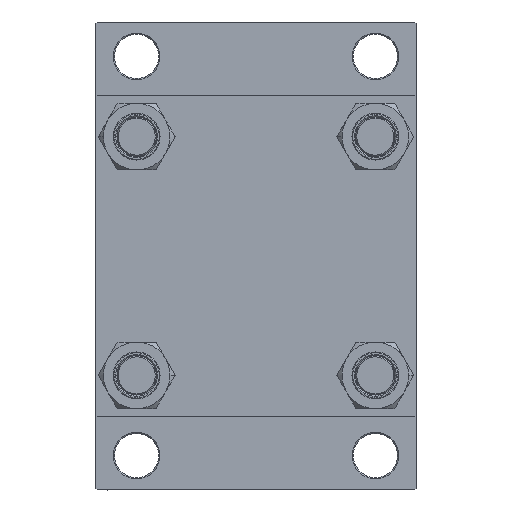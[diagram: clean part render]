
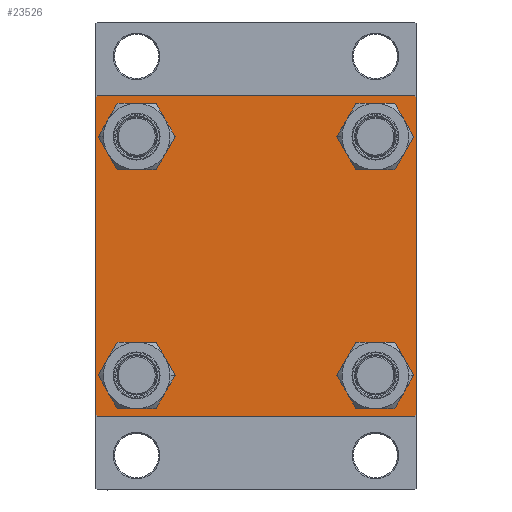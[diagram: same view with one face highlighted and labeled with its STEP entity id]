
A CAD part, left-side view. The second image highlights one B-rep face of the part: STEP entity #23526.
In plain terms, the highlighted planar face has unit normal (-1, 0, 0).
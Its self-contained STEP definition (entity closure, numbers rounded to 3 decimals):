
#153 = FACE_OUTER_BOUND ( 'NONE', #16612, .T. ) ;
#343 = DIRECTION ( 'NONE',  ( 0., 0., 1. ) ) ;
#1239 = DIRECTION ( 'NONE',  ( 0., 0., -1. ) ) ;
#1361 = VECTOR ( 'NONE', #8674, 1000. ) ;
#1472 = CARTESIAN_POINT ( 'NONE',  ( 0., -64.75, -64.75 ) ) ;
#1723 = ORIENTED_EDGE ( 'NONE', *, *, #34074, .T. ) ;
#2235 = LINE ( 'NONE', #39196, #15715 ) ;
#2339 = CARTESIAN_POINT ( 'NONE',  ( 0., -64.75, 64.75 ) ) ;
#2702 = CIRCLE ( 'NONE', #22781, 8.5 ) ;
#3429 = CIRCLE ( 'NONE', #45822, 8.5 ) ;
#3774 = DIRECTION ( 'NONE',  ( 0., 0., 1. ) ) ;
#4087 = CARTESIAN_POINT ( 'NONE',  ( 0., -64.5, 65. ) ) ;
#5120 = DIRECTION ( 'NONE',  ( 1., 0., 0. ) ) ;
#5445 = CARTESIAN_POINT ( 'NONE',  ( 0., 48.45, -56.95 ) ) ;
#5820 = ORIENTED_EDGE ( 'NONE', *, *, #28806, .T. ) ;
#6495 = DIRECTION ( 'NONE',  ( 0., -1., 0. ) ) ;
#6514 = VERTEX_POINT ( 'NONE', #5445 ) ;
#6678 = LINE ( 'NONE', #2339, #30634 ) ;
#6738 = CARTESIAN_POINT ( 'NONE',  ( 0., 65., -65. ) ) ;
#7072 = CIRCLE ( 'NONE', #47179, 8.5 ) ;
#7469 = CARTESIAN_POINT ( 'NONE',  ( 0., -48.45, -48.45 ) ) ;
#7743 = DIRECTION ( 'NONE',  ( 0., -1., 0. ) ) ;
#7822 = VERTEX_POINT ( 'NONE', #33915 ) ;
#8345 = FACE_BOUND ( 'NONE', #46660, .T. ) ;
#8544 = CIRCLE ( 'NONE', #38697, 8.5 ) ;
#8583 = VECTOR ( 'NONE', #6495, 1000. ) ;
#8594 = FACE_BOUND ( 'NONE', #45703, .T. ) ;
#8635 = ORIENTED_EDGE ( 'NONE', *, *, #10600, .T. ) ;
#8674 = DIRECTION ( 'NONE',  ( 0., -0.707, -0.707 ) ) ;
#8840 = VERTEX_POINT ( 'NONE', #44277 ) ;
#8961 = DIRECTION ( 'NONE',  ( 0., -0.707, 0.707 ) ) ;
#9065 = VERTEX_POINT ( 'NONE', #17881 ) ;
#9257 = EDGE_CURVE ( 'NONE', #18905, #40447, #8544, .T. ) ;
#9606 = VECTOR ( 'NONE', #7743, 1000. ) ;
#9609 = DIRECTION ( 'NONE',  ( 1., 0., 0. ) ) ;
#9777 = AXIS2_PLACEMENT_3D ( 'NONE', #41818, #5120, #16711 ) ;
#9887 = AXIS2_PLACEMENT_3D ( 'NONE', #28337, #43053, #9984 ) ;
#9984 = DIRECTION ( 'NONE',  ( 0., 0., 1. ) ) ;
#10101 = EDGE_CURVE ( 'NONE', #27186, #44606, #45417, .T. ) ;
#10600 = EDGE_CURVE ( 'NONE', #18314, #8840, #7072, .T. ) ;
#10952 = VERTEX_POINT ( 'NONE', #37733 ) ;
#12053 = DIRECTION ( 'NONE',  ( 1., 0., 0. ) ) ;
#12217 = DIRECTION ( 'NONE',  ( -1., 0., 0. ) ) ;
#13496 = ORIENTED_EDGE ( 'NONE', *, *, #26096, .T. ) ;
#13869 = CARTESIAN_POINT ( 'NONE',  ( 0., 65., -64.5 ) ) ;
#13969 = CARTESIAN_POINT ( 'NONE',  ( 0., -48.45, -56.95 ) ) ;
#14203 = ORIENTED_EDGE ( 'NONE', *, *, #22364, .T. ) ;
#14626 = EDGE_CURVE ( 'NONE', #20420, #9065, #2235, .T. ) ;
#15190 = VECTOR ( 'NONE', #8961, 1000. ) ;
#15715 = VECTOR ( 'NONE', #35582, 1000. ) ;
#15720 = CARTESIAN_POINT ( 'NONE',  ( 0., 48.45, -48.45 ) ) ;
#16413 = CARTESIAN_POINT ( 'NONE',  ( 0., 48.45, 56.95 ) ) ;
#16612 = EDGE_LOOP ( 'NONE', ( #38539, #46854, #1723, #19789, #30778, #38058, #47231, #30106 ) ) ;
#16711 = DIRECTION ( 'NONE',  ( 0., 0., 1. ) ) ;
#17472 = CIRCLE ( 'NONE', #9777, 8.5 ) ;
#17555 = DIRECTION ( 'NONE',  ( 0., 0.707, 0.707 ) ) ;
#17713 = CARTESIAN_POINT ( 'NONE',  ( 0., -48.45, -39.95 ) ) ;
#17881 = CARTESIAN_POINT ( 'NONE',  ( 0., -65., -64.5 ) ) ;
#17889 = CARTESIAN_POINT ( 'NONE',  ( 0., -48.45, 56.95 ) ) ;
#18314 = VERTEX_POINT ( 'NONE', #17889 ) ;
#18905 = VERTEX_POINT ( 'NONE', #17713 ) ;
#19342 = CARTESIAN_POINT ( 'NONE',  ( 0., 65., 65. ) ) ;
#19436 = DIRECTION ( 'NONE',  ( 1., 0., 0. ) ) ;
#19477 = PLANE ( 'NONE',  #24367 ) ;
#19789 = ORIENTED_EDGE ( 'NONE', *, *, #40088, .T. ) ;
#19899 = EDGE_CURVE ( 'NONE', #28209, #21768, #22723, .T. ) ;
#20259 = DIRECTION ( 'NONE',  ( 0., 0., 1. ) ) ;
#20420 = VERTEX_POINT ( 'NONE', #36046 ) ;
#20570 = EDGE_CURVE ( 'NONE', #37887, #6514, #3429, .T. ) ;
#21768 = VERTEX_POINT ( 'NONE', #4087 ) ;
#22164 = AXIS2_PLACEMENT_3D ( 'NONE', #7469, #40790, #22217 ) ;
#22217 = DIRECTION ( 'NONE',  ( 0., 0., 1. ) ) ;
#22364 = EDGE_CURVE ( 'NONE', #30845, #10952, #2702, .T. ) ;
#22723 = LINE ( 'NONE', #19342, #9606 ) ;
#22781 = AXIS2_PLACEMENT_3D ( 'NONE', #29570, #44285, #343 ) ;
#23021 = ORIENTED_EDGE ( 'NONE', *, *, #9257, .T. ) ;
#23526 = ADVANCED_FACE ( 'NONE', ( #8345, #26235, #44562, #8594, #153 ), #19477, .T. ) ;
#23876 = CARTESIAN_POINT ( 'NONE',  ( 0., -48.45, 48.45 ) ) ;
#23958 = LINE ( 'NONE', #6738, #8583 ) ;
#24367 = AXIS2_PLACEMENT_3D ( 'NONE', #36887, #12217, #3774 ) ;
#24385 = AXIS2_PLACEMENT_3D ( 'NONE', #23876, #9609, #20259 ) ;
#26096 = EDGE_CURVE ( 'NONE', #10952, #30845, #17472, .T. ) ;
#26235 = FACE_BOUND ( 'NONE', #41072, .T. ) ;
#26665 = DIRECTION ( 'NONE',  ( 0., 0., 1. ) ) ;
#26762 = EDGE_CURVE ( 'NONE', #20420, #21768, #6678, .T. ) ;
#26806 = CARTESIAN_POINT ( 'NONE',  ( 0., 65., 64.5 ) ) ;
#27013 = DIRECTION ( 'NONE',  ( 0., 0., 1. ) ) ;
#27186 = VERTEX_POINT ( 'NONE', #26806 ) ;
#27514 = ORIENTED_EDGE ( 'NONE', *, *, #39401, .T. ) ;
#28090 = EDGE_CURVE ( 'NONE', #44606, #38446, #35006, .T. ) ;
#28209 = VERTEX_POINT ( 'NONE', #43417 ) ;
#28337 = CARTESIAN_POINT ( 'NONE',  ( 0., 48.45, -48.45 ) ) ;
#28806 = EDGE_CURVE ( 'NONE', #6514, #37887, #43790, .T. ) ;
#29008 = DIRECTION ( 'NONE',  ( 0., 0.707, -0.707 ) ) ;
#29245 = LINE ( 'NONE', #40123, #33091 ) ;
#29570 = CARTESIAN_POINT ( 'NONE',  ( 0., 48.45, 48.45 ) ) ;
#29836 = CIRCLE ( 'NONE', #22164, 8.5 ) ;
#30106 = ORIENTED_EDGE ( 'NONE', *, *, #31597, .T. ) ;
#30455 = LINE ( 'NONE', #1472, #15190 ) ;
#30634 = VECTOR ( 'NONE', #17555, 1000. ) ;
#30778 = ORIENTED_EDGE ( 'NONE', *, *, #14626, .F. ) ;
#30845 = VERTEX_POINT ( 'NONE', #16413 ) ;
#30998 = EDGE_LOOP ( 'NONE', ( #37378, #5820 ) ) ;
#31597 = EDGE_CURVE ( 'NONE', #28209, #27186, #29245, .T. ) ;
#33091 = VECTOR ( 'NONE', #29008, 1000. ) ;
#33915 = CARTESIAN_POINT ( 'NONE',  ( 0., -64.5, -65. ) ) ;
#33917 = CARTESIAN_POINT ( 'NONE',  ( 0., 64.5, -65. ) ) ;
#34074 = EDGE_CURVE ( 'NONE', #38446, #7822, #23958, .T. ) ;
#34203 = ORIENTED_EDGE ( 'NONE', *, *, #37857, .T. ) ;
#34753 = CARTESIAN_POINT ( 'NONE',  ( 0., -48.45, -48.45 ) ) ;
#35006 = LINE ( 'NONE', #38632, #1361 ) ;
#35582 = DIRECTION ( 'NONE',  ( 0., 0., -1. ) ) ;
#36046 = CARTESIAN_POINT ( 'NONE',  ( 0., -65., 64.5 ) ) ;
#36887 = CARTESIAN_POINT ( 'NONE',  ( 0., 0., 0. ) ) ;
#37378 = ORIENTED_EDGE ( 'NONE', *, *, #20570, .T. ) ;
#37468 = DIRECTION ( 'NONE',  ( 0., 0., 1. ) ) ;
#37552 = CARTESIAN_POINT ( 'NONE',  ( 0., -48.45, 48.45 ) ) ;
#37733 = CARTESIAN_POINT ( 'NONE',  ( 0., 48.45, 39.95 ) ) ;
#37857 = EDGE_CURVE ( 'NONE', #8840, #18314, #45185, .T. ) ;
#37887 = VERTEX_POINT ( 'NONE', #42923 ) ;
#38058 = ORIENTED_EDGE ( 'NONE', *, *, #26762, .T. ) ;
#38446 = VERTEX_POINT ( 'NONE', #33917 ) ;
#38539 = ORIENTED_EDGE ( 'NONE', *, *, #10101, .T. ) ;
#38632 = CARTESIAN_POINT ( 'NONE',  ( 0., 64.75, -64.75 ) ) ;
#38697 = AXIS2_PLACEMENT_3D ( 'NONE', #34753, #12053, #27013 ) ;
#39196 = CARTESIAN_POINT ( 'NONE',  ( 0., -65., 65. ) ) ;
#39401 = EDGE_CURVE ( 'NONE', #40447, #18905, #29836, .T. ) ;
#40088 = EDGE_CURVE ( 'NONE', #7822, #9065, #30455, .T. ) ;
#40123 = CARTESIAN_POINT ( 'NONE',  ( 0., 64.75, 64.75 ) ) ;
#40447 = VERTEX_POINT ( 'NONE', #13969 ) ;
#40790 = DIRECTION ( 'NONE',  ( 1., 0., 0. ) ) ;
#41072 = EDGE_LOOP ( 'NONE', ( #23021, #27514 ) ) ;
#41818 = CARTESIAN_POINT ( 'NONE',  ( 0., 48.45, 48.45 ) ) ;
#42923 = CARTESIAN_POINT ( 'NONE',  ( 0., 48.45, -39.95 ) ) ;
#43053 = DIRECTION ( 'NONE',  ( 1., 0., 0. ) ) ;
#43289 = VECTOR ( 'NONE', #1239, 1000. ) ;
#43417 = CARTESIAN_POINT ( 'NONE',  ( 0., 64.5, 65. ) ) ;
#43790 = CIRCLE ( 'NONE', #9887, 8.5 ) ;
#44277 = CARTESIAN_POINT ( 'NONE',  ( 0., -48.45, 39.95 ) ) ;
#44285 = DIRECTION ( 'NONE',  ( 1., 0., 0. ) ) ;
#44562 = FACE_BOUND ( 'NONE', #30998, .T. ) ;
#44606 = VERTEX_POINT ( 'NONE', #13869 ) ;
#45154 = DIRECTION ( 'NONE',  ( 1., 0., 0. ) ) ;
#45185 = CIRCLE ( 'NONE', #24385, 8.5 ) ;
#45417 = LINE ( 'NONE', #45659, #43289 ) ;
#45659 = CARTESIAN_POINT ( 'NONE',  ( 0., 65., 65. ) ) ;
#45703 = EDGE_LOOP ( 'NONE', ( #14203, #13496 ) ) ;
#45822 = AXIS2_PLACEMENT_3D ( 'NONE', #15720, #45154, #37468 ) ;
#46660 = EDGE_LOOP ( 'NONE', ( #8635, #34203 ) ) ;
#46854 = ORIENTED_EDGE ( 'NONE', *, *, #28090, .T. ) ;
#47179 = AXIS2_PLACEMENT_3D ( 'NONE', #37552, #19436, #26665 ) ;
#47231 = ORIENTED_EDGE ( 'NONE', *, *, #19899, .F. ) ;
